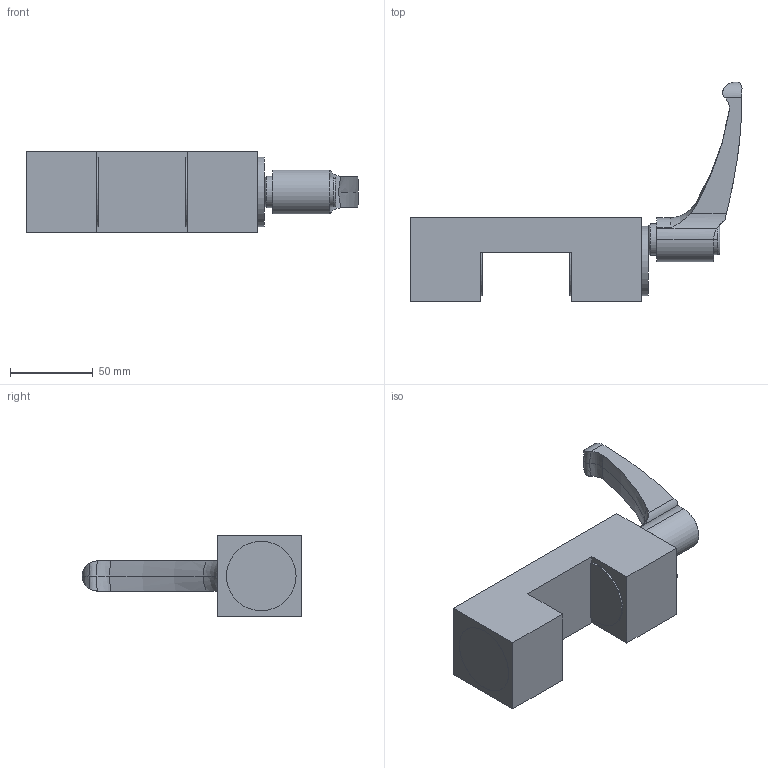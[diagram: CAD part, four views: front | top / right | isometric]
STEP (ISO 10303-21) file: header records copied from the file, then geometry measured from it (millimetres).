
FILE_DESCRIPTION(/* description */ ('Alibre Inc.'),/* implementation_level */ '2;1');
FILE_NAME(/* name */ 'export-0F7809B0-7D17-4C1E-8194-B5563631F3EE',/* time_stamp */ '2023-01-19T15:11:21+01:00',/* author */ (''),/* organization */ (''),/* preprocessor_version */ 'ST-DEVELOPER v17',/* originating_system */ 'Alibre',/* authorisation */ '');
FILE_SCHEMA (('AUTOMOTIVE_DESIGN'));
Length unit declared in the file: millimetre
Products named in the file (3): ELESA-Klemmhebel GN 604-95-M10-SG; ghkHK5501A126353; HK5501A
Bounding box: 200.61 x 132.7 x 49 mm (x, y, z)
Volume: 310285.4 mm3; surface area: 45424.3 mm2
Topology: 2 solids, 2 shells, 79 faces, 204 edges, 134 vertices
Faces by surface type: plane 28, cylinder 24, torus 17, cone 9, bspline 1
Full cylindrical faces by diameter (mm): 8.376 x1, 11.835 x4, 19 x1, 42 x2
Entity records: 2414 total; most frequent: CARTESIAN_POINT 565, ORIENTED_EDGE 400, DIRECTION 318, EDGE_CURVE 200, AXIS2_PLACEMENT_3D 140, VERTEX_POINT 134, EDGE_LOOP 88, FACE_BOUND 88
